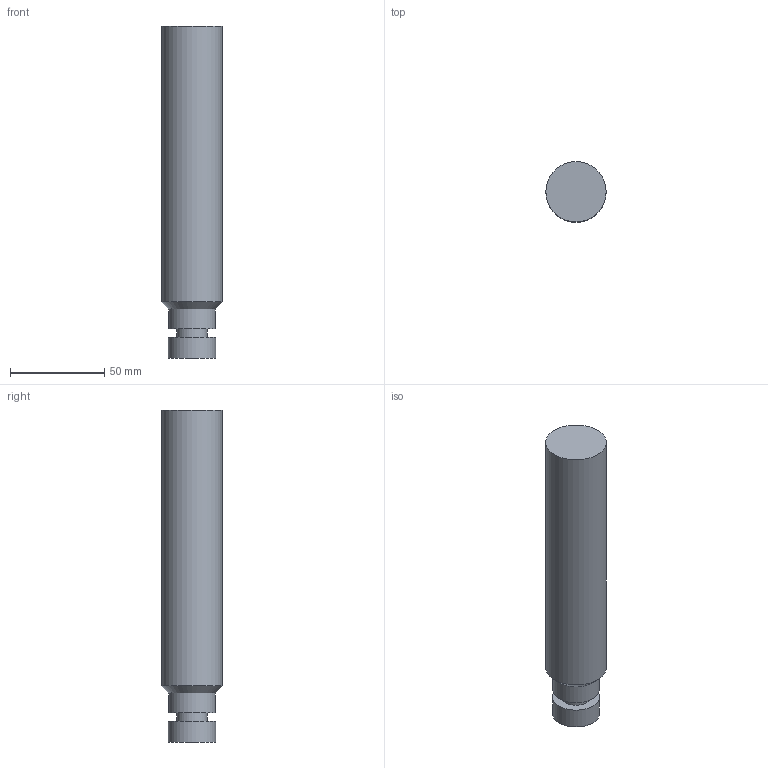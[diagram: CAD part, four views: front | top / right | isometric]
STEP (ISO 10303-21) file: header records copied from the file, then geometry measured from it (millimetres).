
FILE_DESCRIPTION((''),'1');
FILE_NAME('ST32-NBS8-150.stp','2013-09-25T07:46:31',(''),(''),'Spatial Interop R18','Kubotek KeyCreator V8.5.1 (14335)',' ');
FILE_SCHEMA(('CONFIG_CONTROL_DESIGN'));
Length unit declared in the file: millimetre
Products named in the file (1): 1
Bounding box: 32 x 32 x 176 mm (x, y, z)
Volume: 131240 mm3; surface area: 18926.9 mm2
Topology: 1 solids, 1 shells, 9 faces, 13 edges, 8 vertices
Faces by surface type: plane 4, cylinder 4, cone 1
Full cylindrical faces by diameter (mm): 16 x1, 24.5 x1, 25 x1, 32 x1
Entity records: 218 total; most frequent: DIRECTION 36, CARTESIAN_POINT 26, AXIS2_PLACEMENT_3D 18, EDGE_LOOP 16, ORIENTED_EDGE 16, FACE_BOUND 12, ADVANCED_FACE 9, EDGE_CURVE 8
